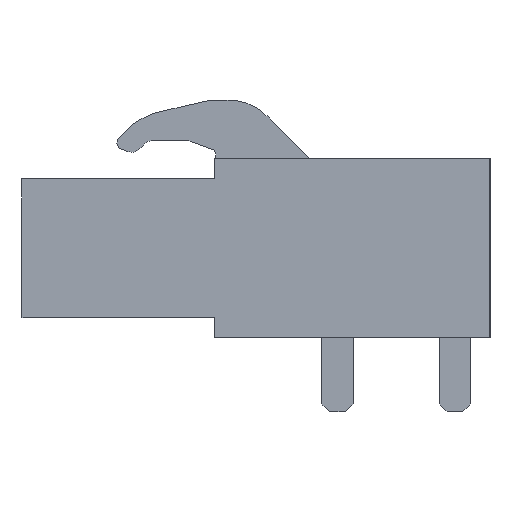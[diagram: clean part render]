
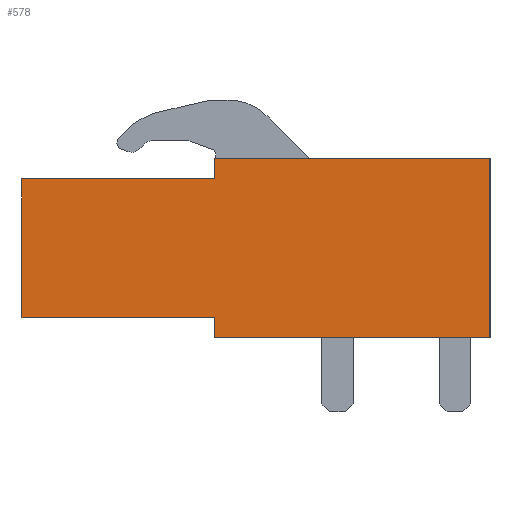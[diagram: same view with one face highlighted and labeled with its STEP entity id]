
A CAD part, left-side view. The second image highlights one B-rep face of the part: STEP entity #578.
In plain terms, the highlighted planar face has unit normal (-1, 0, 0).
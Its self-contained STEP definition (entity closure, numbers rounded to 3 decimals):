
#528=AXIS2_PLACEMENT_3D('Plane Axis2P3D',#525,#526,#527) ;
#40=CARTESIAN_POINT('Vertex',(0.,0.,3.2)) ;
#56=CARTESIAN_POINT('Vertex',(0.,0.,10.95)) ;
#59=CARTESIAN_POINT('Line Origine',(0.,0.,7.075)) ;
#89=CARTESIAN_POINT('Vertex',(0.,20.25,4.075)) ;
#92=CARTESIAN_POINT('Line Origine',(0.,20.25,7.075)) ;
#96=CARTESIAN_POINT('Vertex',(0.,20.25,10.075)) ;
#525=CARTESIAN_POINT('Axis2P3D Location',(0.,0.,3.2)) ;
#530=CARTESIAN_POINT('Line Origine',(0.,16.075,4.075)) ;
#534=CARTESIAN_POINT('Vertex',(0.,11.9,4.075)) ;
#537=CARTESIAN_POINT('Line Origine',(0.,11.9,3.638)) ;
#541=CARTESIAN_POINT('Vertex',(0.,11.9,3.2)) ;
#544=CARTESIAN_POINT('Line Origine',(0.,5.95,3.2)) ;
#549=CARTESIAN_POINT('Line Origine',(0.,5.95,10.95)) ;
#553=CARTESIAN_POINT('Vertex',(0.,11.9,10.95)) ;
#556=CARTESIAN_POINT('Line Origine',(0.,11.9,10.513)) ;
#560=CARTESIAN_POINT('Vertex',(0.,11.9,10.075)) ;
#563=CARTESIAN_POINT('Line Origine',(0.,16.075,10.075)) ;
#60=DIRECTION('Vector Direction',(0.,0.,1.)) ;
#93=DIRECTION('Vector Direction',(0.,0.,1.)) ;
#526=DIRECTION('Axis2P3D Direction',(-1.,0.,0.)) ;
#527=DIRECTION('Axis2P3D XDirection',(0.,0.,1.)) ;
#531=DIRECTION('Vector Direction',(0.,1.,0.)) ;
#538=DIRECTION('Vector Direction',(0.,0.,1.)) ;
#545=DIRECTION('Vector Direction',(0.,1.,0.)) ;
#550=DIRECTION('Vector Direction',(0.,1.,0.)) ;
#557=DIRECTION('Vector Direction',(0.,0.,-1.)) ;
#564=DIRECTION('Vector Direction',(0.,1.,0.)) ;
#61=VECTOR('Line Direction',#60,1.) ;
#94=VECTOR('Line Direction',#93,1.) ;
#532=VECTOR('Line Direction',#531,1.) ;
#539=VECTOR('Line Direction',#538,1.) ;
#546=VECTOR('Line Direction',#545,1.) ;
#551=VECTOR('Line Direction',#550,1.) ;
#558=VECTOR('Line Direction',#557,1.) ;
#565=VECTOR('Line Direction',#564,1.) ;
#569=ORIENTED_EDGE('',*,*,#536,.F.) ;
#570=ORIENTED_EDGE('',*,*,#543,.F.) ;
#571=ORIENTED_EDGE('',*,*,#548,.F.) ;
#572=ORIENTED_EDGE('',*,*,#63,.F.) ;
#573=ORIENTED_EDGE('',*,*,#555,.T.) ;
#574=ORIENTED_EDGE('',*,*,#562,.F.) ;
#575=ORIENTED_EDGE('',*,*,#567,.F.) ;
#576=ORIENTED_EDGE('',*,*,#98,.T.) ;
#578=ADVANCED_FACE('BLL 5.08/23/90 3.2 SN OR 1648520000',(#577),#529,.T.) ;
#63=EDGE_CURVE('',#57,#41,#62,.F.) ;
#98=EDGE_CURVE('',#97,#90,#95,.F.) ;
#536=EDGE_CURVE('',#535,#90,#533,.T.) ;
#543=EDGE_CURVE('',#542,#535,#540,.T.) ;
#548=EDGE_CURVE('',#41,#542,#547,.T.) ;
#555=EDGE_CURVE('',#57,#554,#552,.T.) ;
#562=EDGE_CURVE('',#561,#554,#559,.F.) ;
#567=EDGE_CURVE('',#97,#561,#566,.F.) ;
#568=EDGE_LOOP('',(#569,#570,#571,#572,#573,#574,#575,#576)) ;
#577=FACE_OUTER_BOUND('',#568,.T.) ;
#62=LINE('Line',#59,#61) ;
#95=LINE('Line',#92,#94) ;
#533=LINE('Line',#530,#532) ;
#540=LINE('Line',#537,#539) ;
#547=LINE('Line',#544,#546) ;
#552=LINE('Line',#549,#551) ;
#559=LINE('Line',#556,#558) ;
#566=LINE('Line',#563,#565) ;
#529=PLANE('',#528) ;
#41=VERTEX_POINT('',#40) ;
#57=VERTEX_POINT('',#56) ;
#90=VERTEX_POINT('',#89) ;
#97=VERTEX_POINT('',#96) ;
#535=VERTEX_POINT('',#534) ;
#542=VERTEX_POINT('',#541) ;
#554=VERTEX_POINT('',#553) ;
#561=VERTEX_POINT('',#560) ;
